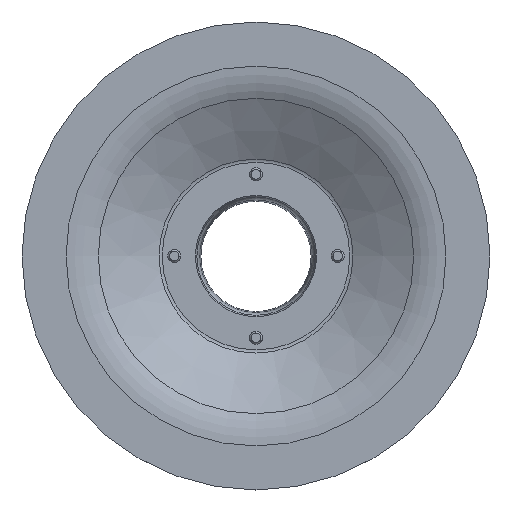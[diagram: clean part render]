
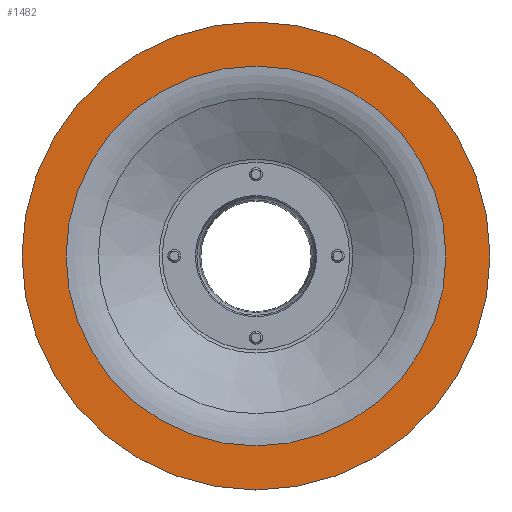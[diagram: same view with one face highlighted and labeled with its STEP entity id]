
A CAD part, top view. The second image highlights one B-rep face of the part: STEP entity #1482.
In plain terms, the highlighted planar face has unit normal (0, 0, 1).
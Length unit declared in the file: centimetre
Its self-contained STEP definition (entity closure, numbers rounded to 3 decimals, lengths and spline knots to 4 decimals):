
#120=FACE_BOUND('',#266,.T.);
#126=PLANE('',#1623);
#148=FACE_OUTER_BOUND('',#265,.T.);
#265=EDGE_LOOP('',(#1067));
#266=EDGE_LOOP('',(#1068));
#552=CIRCLE('',#1594,146.);
#569=CIRCLE('',#1621,118.5);
#682=VERTEX_POINT('',#2408);
#696=VERTEX_POINT('',#2453);
#803=EDGE_CURVE('',#682,#682,#552,.T.);
#823=EDGE_CURVE('',#696,#696,#569,.T.);
#1067=ORIENTED_EDGE('',*,*,#803,.F.);
#1068=ORIENTED_EDGE('',*,*,#823,.T.);
#1482=ADVANCED_FACE('',(#148,#120),#126,.T.);
#1594=AXIS2_PLACEMENT_3D('',#2410,#1839,#1840);
#1621=AXIS2_PLACEMENT_3D('',#2454,#1896,#1897);
#1623=AXIS2_PLACEMENT_3D('',#2456,#1900,#1901);
#1839=DIRECTION('center_axis',(0.,0.,-1.));
#1840=DIRECTION('ref_axis',(1.,0.,0.));
#1896=DIRECTION('center_axis',(0.,0.,-1.));
#1897=DIRECTION('ref_axis',(1.,0.,0.));
#1900=DIRECTION('center_axis',(0.,0.,1.));
#1901=DIRECTION('ref_axis',(0.,-1.,0.));
#2408=CARTESIAN_POINT('',(146.,0.,170.));
#2410=CARTESIAN_POINT('Origin',(0.,0.,
170.));
#2453=CARTESIAN_POINT('',(0.,-118.5,170.));
#2454=CARTESIAN_POINT('Origin',(0.,0.,
170.));
#2456=CARTESIAN_POINT('Origin',(-146.,0.,170.));
